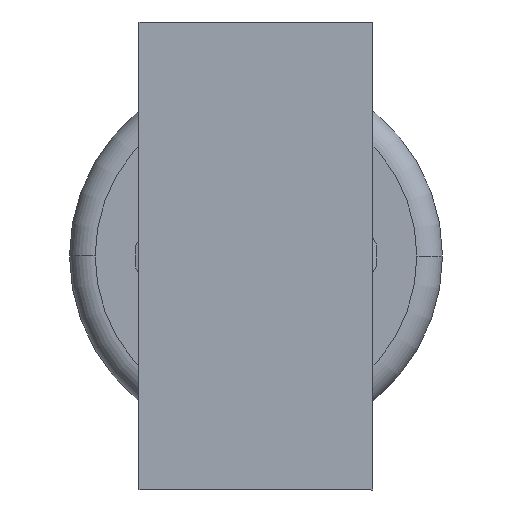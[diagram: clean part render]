
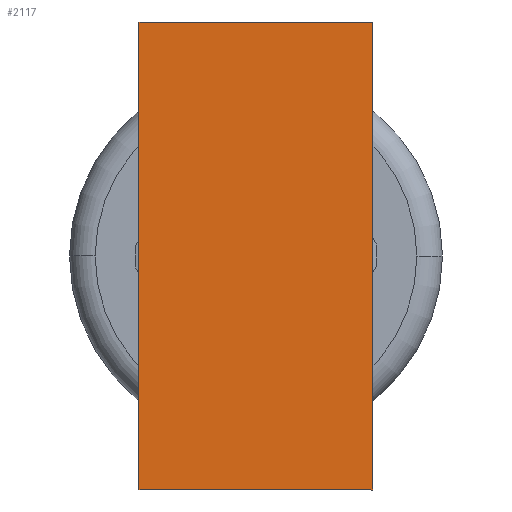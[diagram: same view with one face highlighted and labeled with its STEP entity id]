
A CAD part, front view. The second image highlights one B-rep face of the part: STEP entity #2117.
In plain terms, the highlighted planar face has unit normal (0, -1, 0).
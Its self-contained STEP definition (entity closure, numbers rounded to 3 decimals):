
#4 = CARTESIAN_POINT ( 'NONE',  ( 26.81, 16.734, 18.81 ) ) ;
#156 = ORIENTED_EDGE ( 'NONE', *, *, #2547, .F. ) ;
#210 = CARTESIAN_POINT ( 'NONE',  ( 26.81, 16.734, 50.81 ) ) ;
#259 = VECTOR ( 'NONE', #3687, 1000. ) ;
#262 = VERTEX_POINT ( 'NONE', #4 ) ;
#375 = EDGE_CURVE ( 'NONE', #5316, #1459, #1873, .T. ) ;
#407 = EDGE_CURVE ( 'NONE', #262, #2400, #2402, .T. ) ;
#437 = VECTOR ( 'NONE', #667, 1000. ) ;
#667 = DIRECTION ( 'NONE',  ( 0., 0., -1. ) ) ;
#818 = CARTESIAN_POINT ( 'NONE',  ( 42.81, 16.734, 50.81 ) ) ;
#1015 = CARTESIAN_POINT ( 'NONE',  ( 26.81, 16.734, 50.81 ) ) ;
#1033 = AXIS2_PLACEMENT_3D ( 'NONE', #1015, #6204, #3321 ) ;
#1459 = VERTEX_POINT ( 'NONE', #3660 ) ;
#1692 = FACE_OUTER_BOUND ( 'NONE', #1921, .T. ) ;
#1873 = LINE ( 'NONE', #2111, #437 ) ;
#1921 = EDGE_LOOP ( 'NONE', ( #156, #2794, #4030, #3331 ) ) ;
#2111 = CARTESIAN_POINT ( 'NONE',  ( 42.81, 16.734, 50.81 ) ) ;
#2117 = ADVANCED_FACE ( 'NONE', ( #1692 ), #3581, .T. ) ;
#2400 = VERTEX_POINT ( 'NONE', #2628 ) ;
#2402 = LINE ( 'NONE', #210, #4946 ) ;
#2547 = EDGE_CURVE ( 'NONE', #2400, #5316, #5229, .T. ) ;
#2628 = CARTESIAN_POINT ( 'NONE',  ( 26.81, 16.734, 50.81 ) ) ;
#2794 = ORIENTED_EDGE ( 'NONE', *, *, #407, .F. ) ;
#3321 = DIRECTION ( 'NONE',  ( 0., 0., 1. ) ) ;
#3331 = ORIENTED_EDGE ( 'NONE', *, *, #375, .F. ) ;
#3338 = DIRECTION ( 'NONE',  ( -1., 0., 0. ) ) ;
#3430 = LINE ( 'NONE', #6238, #4584 ) ;
#3581 = PLANE ( 'NONE',  #1033 ) ;
#3660 = CARTESIAN_POINT ( 'NONE',  ( 42.81, 16.734, 18.81 ) ) ;
#3687 = DIRECTION ( 'NONE',  ( 1., 0., 0. ) ) ;
#4030 = ORIENTED_EDGE ( 'NONE', *, *, #4426, .F. ) ;
#4426 = EDGE_CURVE ( 'NONE', #1459, #262, #3430, .T. ) ;
#4584 = VECTOR ( 'NONE', #3338, 1000. ) ;
#4797 = CARTESIAN_POINT ( 'NONE',  ( 42.81, 16.734, 50.81 ) ) ;
#4946 = VECTOR ( 'NONE', #4997, 1000. ) ;
#4997 = DIRECTION ( 'NONE',  ( 0., 0., 1. ) ) ;
#5229 = LINE ( 'NONE', #818, #259 ) ;
#5316 = VERTEX_POINT ( 'NONE', #4797 ) ;
#6204 = DIRECTION ( 'NONE',  ( 0., -1., 0. ) ) ;
#6238 = CARTESIAN_POINT ( 'NONE',  ( 42.81, 16.734, 18.81 ) ) ;
